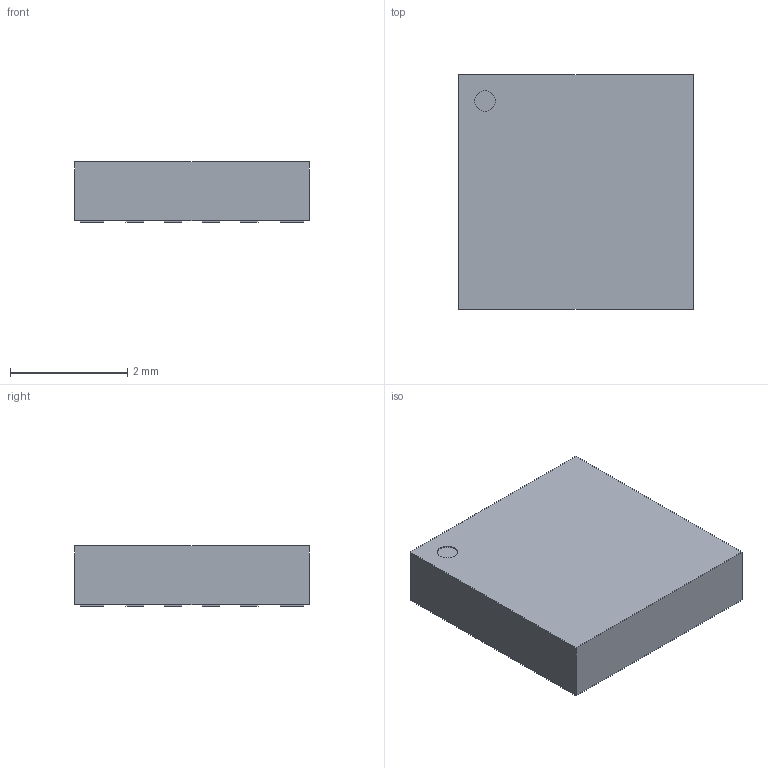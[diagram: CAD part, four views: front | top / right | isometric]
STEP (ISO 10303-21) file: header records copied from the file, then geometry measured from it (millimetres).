
FILE_DESCRIPTION(/* description */ ('model of LGA-16_4x4mm_P0.65mm_LayoutBorder4x4y'),/* implementation_level */ '2;1');
FILE_NAME(/* name */ 'LGA-16_4x4mm_P0.65mm_LayoutBorder4x4y.step',/* time_stamp */ '2018-10-12T20:10:48',/* author */ ('kicad StepUp','ksu'),/* organization */ ('FreeCAD'),/* preprocessor_version */ 'OCC',/* originating_system */ 'kicad StepUp',/* authorisation */ '');
FILE_SCHEMA(('AUTOMOTIVE_DESIGN { 1 0 10303 214 1 1 1 1 }'));
Length unit declared in the file: millimetre
Products named in the file (1): LGA_16_4x4mm_P065mm_LayoutBorder4x4y
Bounding box: 4 x 4 x 1.02 mm (x, y, z)
Volume: 16 mm3; surface area: 48.6 mm2
Topology: 1 solids, 1 shells, 88 faces, 207 edges, 138 vertices
Faces by surface type: plane 87, cylinder 1
Full cylindrical faces by diameter (mm): 0.35 x1
Entity records: 1825 total; most frequent: ORIENTED_EDGE 408, CARTESIAN_POINT 223, EDGE_CURVE 207, LINE 205, VERTEX_POINT 138, FACE_BOUND 105, EDGE_LOOP 105, AXIS2_PLACEMENT_3D 90
